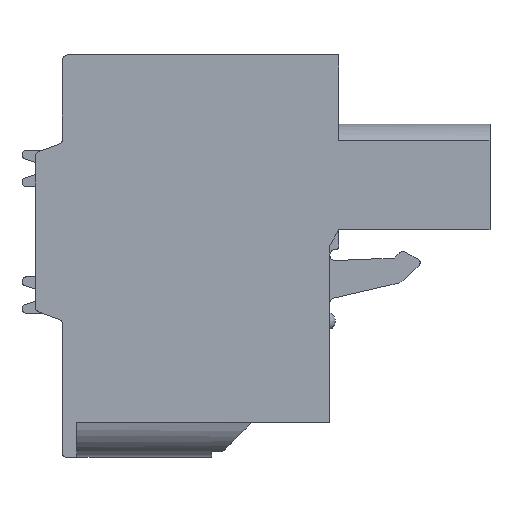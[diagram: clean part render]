
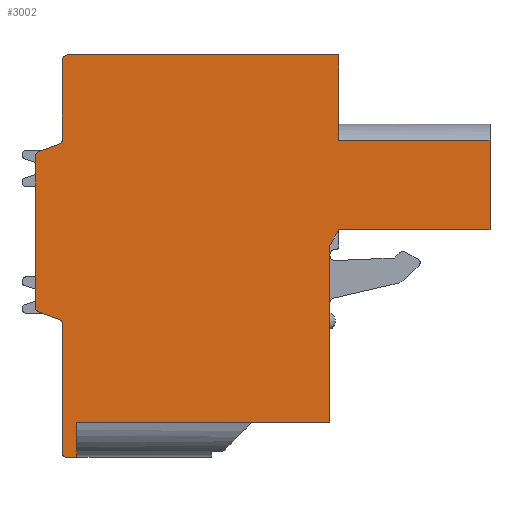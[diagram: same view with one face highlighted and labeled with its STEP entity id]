
A CAD part, front view. The second image highlights one B-rep face of the part: STEP entity #3002.
In plain terms, the highlighted planar face has unit normal (0, -1, 0).
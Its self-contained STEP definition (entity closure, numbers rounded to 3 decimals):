
#254=DIRECTION('',(0.,0.,1.));
#255=VECTOR('',#254,4.7);
#256=CARTESIAN_POINT('',(4.181,-10.06,6.775));
#257=LINE('',#256,#255);
#299=DIRECTION('',(-1.,0.,0.));
#300=VECTOR('',#299,8.3);
#301=CARTESIAN_POINT('',(12.481,-10.06,6.775));
#302=LINE('',#301,#300);
#303=DIRECTION('',(0.,0.,-1.));
#304=VECTOR('',#303,4.9);
#305=CARTESIAN_POINT('',(12.481,-10.06,6.775));
#306=LINE('',#305,#304);
#307=DIRECTION('',(-1.,0.,0.));
#308=VECTOR('',#307,8.3);
#309=CARTESIAN_POINT('',(12.481,-10.06,1.875));
#310=LINE('',#309,#308);
#311=DIRECTION('',(-0.5,0.,-0.866));
#312=VECTOR('',#311,1.);
#313=CARTESIAN_POINT('',(4.181,-10.06,1.875));
#314=LINE('',#313,#312);
#315=DIRECTION('',(0.,0.,-1.));
#316=VECTOR('',#315,0.535);
#317=CARTESIAN_POINT('',(3.681,-10.06,1.009));
#318=LINE('',#317,#316);
#319=DIRECTION('',(-1.,0.,0.));
#320=VECTOR('',#319,13.9);
#321=CARTESIAN_POINT('',(3.681,-10.06,-8.725));
#322=LINE('',#321,#320);
#323=DIRECTION('',(0.,0.,-1.));
#324=VECTOR('',#323,1.9);
#325=CARTESIAN_POINT('',(-10.219,-10.06,-8.725));
#326=LINE('',#325,#324);
#327=DIRECTION('',(-1.,0.,0.));
#328=VECTOR('',#327,0.6);
#329=CARTESIAN_POINT('',(-10.219,-10.06,-10.625));
#330=LINE('',#329,#328);
#331=CARTESIAN_POINT('',(-10.819,-10.06,-10.425));
#332=DIRECTION('',(0.,1.,0.));
#333=DIRECTION('',(0.,0.,-1.));
#334=AXIS2_PLACEMENT_3D('',#331,#332,#333);
#336=DIRECTION('',(0.,0.,1.));
#337=VECTOR('',#336,7.095);
#338=CARTESIAN_POINT('',(-11.019,-10.06,-10.425));
#339=LINE('',#338,#337);
#340=CARTESIAN_POINT('',(-11.319,-10.06,-3.33));
#341=DIRECTION('',(0.,-1.,0.));
#342=DIRECTION('',(1.,0.,0.));
#343=AXIS2_PLACEMENT_3D('',#340,#341,#342);
#345=DIRECTION('',(-0.94,0.,0.342));
#346=VECTOR('',#345,1.176);
#347=CARTESIAN_POINT('',(-11.216,-10.06,-3.048));
#348=LINE('',#347,#346);
#349=CARTESIAN_POINT('',(-12.219,-10.06,-2.364));
#350=DIRECTION('',(0.,1.,0.));
#351=DIRECTION('',(-0.342,0.,-0.94));
#352=AXIS2_PLACEMENT_3D('',#349,#350,#351);
#354=DIRECTION('',(0.,0.,1.));
#355=VECTOR('',#354,8.238);
#356=CARTESIAN_POINT('',(-12.519,-10.06,-2.364));
#357=LINE('',#356,#355);
#358=CARTESIAN_POINT('',(-12.219,-10.06,5.874));
#359=DIRECTION('',(0.,1.,0.));
#360=DIRECTION('',(-1.,0.,0.));
#361=AXIS2_PLACEMENT_3D('',#358,#359,#360);
#363=DIRECTION('',(0.94,0.,0.342));
#364=VECTOR('',#363,1.176);
#365=CARTESIAN_POINT('',(-12.321,-10.06,6.156));
#366=LINE('',#365,#364);
#367=CARTESIAN_POINT('',(-11.319,-10.06,6.84));
#368=DIRECTION('',(0.,-1.,0.));
#369=DIRECTION('',(0.342,0.,-0.94));
#370=AXIS2_PLACEMENT_3D('',#367,#368,#369);
#372=DIRECTION('',(0.,0.,1.));
#373=VECTOR('',#372,4.335);
#374=CARTESIAN_POINT('',(-11.019,-10.06,6.84));
#375=LINE('',#374,#373);
#376=CARTESIAN_POINT('',(-10.719,-10.06,11.175));
#377=DIRECTION('',(0.,1.,0.));
#378=DIRECTION('',(-1.,0.,0.));
#379=AXIS2_PLACEMENT_3D('',#376,#377,#378);
#381=DIRECTION('',(1.,0.,0.));
#382=VECTOR('',#381,14.9);
#383=CARTESIAN_POINT('',(-10.719,-10.06,11.475));
#384=LINE('',#383,#382);
#541=DIRECTION('',(0.,0.,1.));
#542=VECTOR('',#541,9.199);
#543=CARTESIAN_POINT('',(3.681,-10.06,-8.725));
#544=LINE('',#543,#542);
#2055=CARTESIAN_POINT('',(-12.519,-10.06,-2.364));
#2056=CARTESIAN_POINT('',(-12.519,-10.06,5.874));
#2057=VERTEX_POINT('',#2055);
#2058=VERTEX_POINT('',#2056);
#2059=CARTESIAN_POINT('',(-12.321,-10.06,6.156));
#2060=VERTEX_POINT('',#2059);
#2061=CARTESIAN_POINT('',(-11.216,-10.06,6.558));
#2062=VERTEX_POINT('',#2061);
#2063=CARTESIAN_POINT('',(-11.019,-10.06,6.84));
#2064=VERTEX_POINT('',#2063);
#2065=CARTESIAN_POINT('',(-11.019,-10.06,11.175));
#2066=VERTEX_POINT('',#2065);
#2067=CARTESIAN_POINT('',(-10.719,-10.06,11.475));
#2068=VERTEX_POINT('',#2067);
#2069=CARTESIAN_POINT('',(4.181,-10.06,11.475));
#2070=VERTEX_POINT('',#2069);
#2071=CARTESIAN_POINT('',(3.681,-10.06,-8.725));
#2072=CARTESIAN_POINT('',(-10.219,-10.06,-8.725));
#2073=VERTEX_POINT('',#2071);
#2074=VERTEX_POINT('',#2072);
#2075=CARTESIAN_POINT('',(-10.219,-10.06,-10.625));
#2076=VERTEX_POINT('',#2075);
#2077=CARTESIAN_POINT('',(-10.819,-10.06,-10.625));
#2078=VERTEX_POINT('',#2077);
#2079=CARTESIAN_POINT('',(-11.019,-10.06,-10.425));
#2080=VERTEX_POINT('',#2079);
#2081=CARTESIAN_POINT('',(-11.019,-10.06,-3.33));
#2082=VERTEX_POINT('',#2081);
#2083=CARTESIAN_POINT('',(-11.216,-10.06,-3.048));
#2084=VERTEX_POINT('',#2083);
#2085=CARTESIAN_POINT('',(-12.321,-10.06,-2.646));
#2086=VERTEX_POINT('',#2085);
#2435=CARTESIAN_POINT('',(12.481,-10.06,1.875));
#2436=VERTEX_POINT('',#2435);
#2462=CARTESIAN_POINT('',(4.181,-10.06,6.775));
#2464=VERTEX_POINT('',#2462);
#2467=CARTESIAN_POINT('',(12.481,-10.06,6.775));
#2468=VERTEX_POINT('',#2467);
#2591=CARTESIAN_POINT('',(4.181,-10.06,1.875));
#2592=CARTESIAN_POINT('',(3.681,-10.06,1.009));
#2593=VERTEX_POINT('',#2591);
#2594=VERTEX_POINT('',#2592);
#2595=CARTESIAN_POINT('',(3.681,-10.06,0.474));
#2596=VERTEX_POINT('',#2595);
#2954=CARTESIAN_POINT('',(0.,-10.06,0.));
#2955=DIRECTION('',(0.,1.,0.));
#2956=DIRECTION('',(1.,0.,0.));
#2957=AXIS2_PLACEMENT_3D('',#2954,#2955,#2956);
#2958=PLANE('',#2957);
#2959=ORIENTED_EDGE('',*,*,#2949,.F.);
#2960=ORIENTED_EDGE('',*,*,#2749,.T.);
#2962=ORIENTED_EDGE('',*,*,#2961,.T.);
#2964=ORIENTED_EDGE('',*,*,#2963,.T.);
#2966=ORIENTED_EDGE('',*,*,#2965,.T.);
#2968=ORIENTED_EDGE('',*,*,#2967,.F.);
#2970=ORIENTED_EDGE('',*,*,#2969,.T.);
#2972=ORIENTED_EDGE('',*,*,#2971,.T.);
#2974=ORIENTED_EDGE('',*,*,#2973,.T.);
#2976=ORIENTED_EDGE('',*,*,#2975,.T.);
#2978=ORIENTED_EDGE('',*,*,#2977,.T.);
#2980=ORIENTED_EDGE('',*,*,#2979,.T.);
#2982=ORIENTED_EDGE('',*,*,#2981,.T.);
#2984=ORIENTED_EDGE('',*,*,#2983,.T.);
#2986=ORIENTED_EDGE('',*,*,#2985,.T.);
#2988=ORIENTED_EDGE('',*,*,#2987,.T.);
#2990=ORIENTED_EDGE('',*,*,#2989,.T.);
#2992=ORIENTED_EDGE('',*,*,#2991,.T.);
#2994=ORIENTED_EDGE('',*,*,#2993,.T.);
#2996=ORIENTED_EDGE('',*,*,#2995,.T.);
#2998=ORIENTED_EDGE('',*,*,#2997,.T.);
#2999=ORIENTED_EDGE('',*,*,#2881,.F.);
#3000=EDGE_LOOP('',(#2959,#2960,#2962,#2964,#2966,#2968,#2970,#2972,#2974,#2976,
#2978,#2980,#2982,#2984,#2986,#2988,#2990,#2992,#2994,#2996,#2998,#2999));
#3001=FACE_OUTER_BOUND('',#3000,.F.);
#3002=ADVANCED_FACE('',(#3001),#2958,.F.);
#335=CIRCLE('',#334,0.2);
#344=CIRCLE('',#343,0.3);
#353=CIRCLE('',#352,0.3);
#362=CIRCLE('',#361,0.3);
#371=CIRCLE('',#370,0.3);
#380=CIRCLE('',#379,0.3);
#2749=EDGE_CURVE('',#2468,#2436,#306,.T.);
#2881=EDGE_CURVE('',#2464,#2070,#257,.T.);
#2949=EDGE_CURVE('',#2468,#2464,#302,.T.);
#2961=EDGE_CURVE('',#2436,#2593,#310,.T.);
#2963=EDGE_CURVE('',#2593,#2594,#314,.T.);
#2965=EDGE_CURVE('',#2594,#2596,#318,.T.);
#2967=EDGE_CURVE('',#2073,#2596,#544,.T.);
#2969=EDGE_CURVE('',#2073,#2074,#322,.T.);
#2971=EDGE_CURVE('',#2074,#2076,#326,.T.);
#2973=EDGE_CURVE('',#2076,#2078,#330,.T.);
#2975=EDGE_CURVE('',#2078,#2080,#335,.T.);
#2977=EDGE_CURVE('',#2080,#2082,#339,.T.);
#2979=EDGE_CURVE('',#2082,#2084,#344,.T.);
#2981=EDGE_CURVE('',#2084,#2086,#348,.T.);
#2983=EDGE_CURVE('',#2086,#2057,#353,.T.);
#2985=EDGE_CURVE('',#2057,#2058,#357,.T.);
#2987=EDGE_CURVE('',#2058,#2060,#362,.T.);
#2989=EDGE_CURVE('',#2060,#2062,#366,.T.);
#2991=EDGE_CURVE('',#2062,#2064,#371,.T.);
#2993=EDGE_CURVE('',#2064,#2066,#375,.T.);
#2995=EDGE_CURVE('',#2066,#2068,#380,.T.);
#2997=EDGE_CURVE('',#2068,#2070,#384,.T.);
